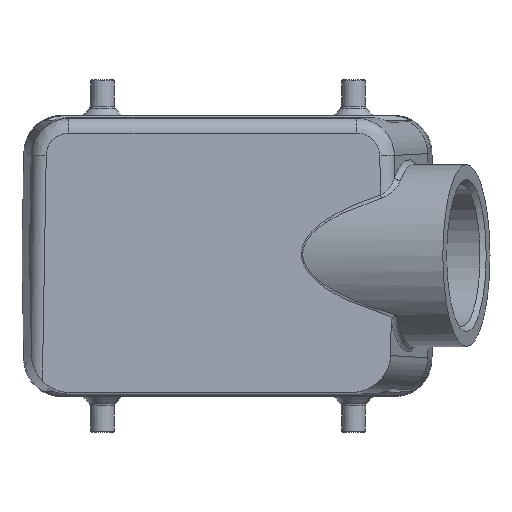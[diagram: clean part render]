
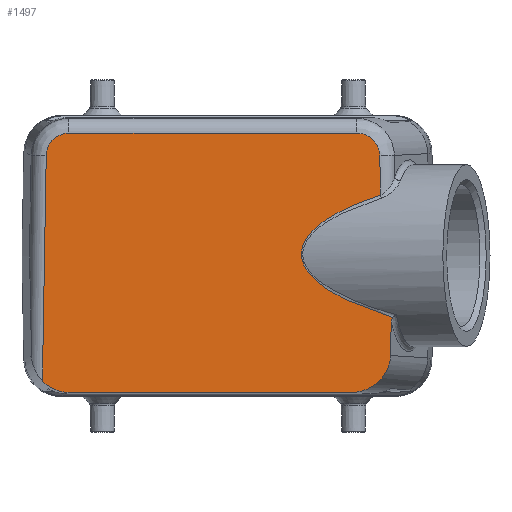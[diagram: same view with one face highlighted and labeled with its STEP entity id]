
A CAD part, top view. The second image highlights one B-rep face of the part: STEP entity #1497.
In plain terms, the highlighted planar face has unit normal (0, 0.018, 1).
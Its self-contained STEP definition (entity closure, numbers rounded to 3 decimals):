
#1275=ELLIPSE('',#8837,73.905,19.125);
#1307=ELLIPSE('',#8898,7.503,7.5);
#1313=ELLIPSE('',#8905,7.764,7.5);
#1338=ELLIPSE('',#8945,4.661,4.5);
#1339=ELLIPSE('',#8946,4.504,4.5);
#1497=ADVANCED_FACE('',(#2171),#1966,.T.);
#1966=PLANE('',#8947);
#2171=FACE_OUTER_BOUND('',#2648,.T.);
#2648=EDGE_LOOP('',(#3821,#3822,#3823,#3824,#3825,#3826,#3827,#3828,#3829,
#3830,#3831));
#3124=B_SPLINE_CURVE_WITH_KNOTS('',3,(#11966,#11967,#11968,#11969,#11970,
#11971,#11972,#11973,#11974,#11975),.UNSPECIFIED.,.F.,.F.,(4,3,3,4),(0.,
0.507,0.897,1.),.UNSPECIFIED.);
#3821=ORIENTED_EDGE('',*,*,#6754,.F.);
#3822=ORIENTED_EDGE('',*,*,#6485,.T.);
#3823=ORIENTED_EDGE('',*,*,#6480,.T.);
#3824=ORIENTED_EDGE('',*,*,#6794,.T.);
#3825=ORIENTED_EDGE('',*,*,#6795,.T.);
#3826=ORIENTED_EDGE('',*,*,#6796,.T.);
#3827=ORIENTED_EDGE('',*,*,#6797,.T.);
#3828=ORIENTED_EDGE('',*,*,#6478,.T.);
#3829=ORIENTED_EDGE('',*,*,#6722,.T.);
#3830=ORIENTED_EDGE('',*,*,#6721,.T.);
#3831=ORIENTED_EDGE('',*,*,#6734,.F.);
#5734=VERTEX_POINT('',#11912);
#5735=VERTEX_POINT('',#11914);
#5736=VERTEX_POINT('',#11918);
#5737=VERTEX_POINT('',#11919);
#5741=VERTEX_POINT('',#11976);
#5966=VERTEX_POINT('',#13030);
#5969=VERTEX_POINT('',#13035);
#5977=VERTEX_POINT('',#13107);
#6019=VERTEX_POINT('',#13330);
#6020=VERTEX_POINT('',#13332);
#6021=VERTEX_POINT('',#13334);
#6478=EDGE_CURVE('',#5735,#5734,#7556,.T.);
#6480=EDGE_CURVE('',#5736,#5737,#1275,.T.);
#6485=EDGE_CURVE('',#5741,#5736,#3124,.T.);
#6721=EDGE_CURVE('',#5966,#5969,#7720,.T.);
#6722=EDGE_CURVE('',#5734,#5966,#1307,.T.);
#6734=EDGE_CURVE('',#5977,#5969,#1313,.T.);
#6754=EDGE_CURVE('',#5741,#5977,#7734,.T.);
#6794=EDGE_CURVE('',#5737,#6019,#7750,.T.);
#6795=EDGE_CURVE('',#6019,#6020,#1338,.T.);
#6796=EDGE_CURVE('',#6020,#6021,#7751,.T.);
#6797=EDGE_CURVE('',#6021,#5735,#1339,.T.);
#7556=LINE('',#11913,#8112);
#7720=LINE('',#13036,#8276);
#7734=LINE('',#13169,#8290);
#7750=LINE('',#13329,#8306);
#7751=LINE('',#13333,#8307);
#8112=VECTOR('',#9708,1.);
#8276=VECTOR('',#9996,1.);
#8290=VECTOR('',#10050,1.);
#8306=VECTOR('',#10122,1.);
#8307=VECTOR('',#10125,1.);
#8837=AXIS2_PLACEMENT_3D('',#11917,#9713,#9714);
#8898=AXIS2_PLACEMENT_3D('',#13038,#9999,#10000);
#8905=AXIS2_PLACEMENT_3D('',#13108,#10016,#10017);
#8945=AXIS2_PLACEMENT_3D('',#13331,#10123,#10124);
#8946=AXIS2_PLACEMENT_3D('',#13335,#10126,#10127);
#8947=AXIS2_PLACEMENT_3D('',#13336,#10128,#10129);
#9708=DIRECTION('',(-0.017,-1.,0.017));
#9713=DIRECTION('',(0.,-0.017,-1.));
#9714=DIRECTION('',(1.,-0.005,0.));
#9996=DIRECTION('',(1.,0.,0.));
#9999=DIRECTION('',(0.,0.017,1.));
#10000=DIRECTION('',(0.996,-0.086,0.001));
#10016=DIRECTION('',(0.,-0.017,-1.));
#10017=DIRECTION('',(1.,0.008,0.));
#10050=DIRECTION('',(-0.023,-1.,0.017));
#10122=DIRECTION('',(-0.013,1.,-0.017));
#10123=DIRECTION('',(0.,0.017,1.));
#10124=DIRECTION('',(-0.993,-0.121,0.002));
#10125=DIRECTION('',(-1.,0.,0.));
#10126=DIRECTION('',(0.,0.017,1.));
#10127=DIRECTION('',(-0.621,0.783,-0.014));
#10128=DIRECTION('',(0.,0.017,1.));
#10129=DIRECTION('',(0.,-1.,0.017));
#11912=CARTESIAN_POINT('',(-36.932,-24.99,49.686));
#11913=CARTESIAN_POINT('',(-36.496,0.62,49.239));
#11914=CARTESIAN_POINT('',(-36.168,19.933,48.902));
#11917=CARTESIAN_POINT('',(88.553,-0.017,49.25));
#11918=CARTESIAN_POINT('',(32.849,-12.341,49.465));
#11919=CARTESIAN_POINT('',(30.363,12.025,49.04));
#11966=CARTESIAN_POINT('',(32.524,-13.266,49.482));
#11967=CARTESIAN_POINT('',(32.528,-13.098,49.479));
#11968=CARTESIAN_POINT('',(32.554,-12.928,49.476));
#11969=CARTESIAN_POINT('',(32.607,-12.768,49.473));
#11970=CARTESIAN_POINT('',(32.648,-12.645,49.471));
#11971=CARTESIAN_POINT('',(32.706,-12.526,49.469));
#11972=CARTESIAN_POINT('',(32.783,-12.422,49.467));
#11973=CARTESIAN_POINT('',(32.804,-12.394,49.466));
#11974=CARTESIAN_POINT('',(32.826,-12.367,49.466));
#11975=CARTESIAN_POINT('',(32.849,-12.341,49.465));
#11976=CARTESIAN_POINT('',(32.524,-13.266,49.482));
#13030=CARTESIAN_POINT('',(-31.571,-27.243,49.726));
#13035=CARTESIAN_POINT('',(24.607,-27.243,49.726));
#13036=CARTESIAN_POINT('',(41.,-27.243,49.726));
#13038=CARTESIAN_POINT('',(-31.571,-19.744,49.595));
#13107=CARTESIAN_POINT('',(32.373,-19.904,49.597));
#13108=CARTESIAN_POINT('',(24.611,-19.744,49.595));
#13169=CARTESIAN_POINT('',(32.809,-0.746,49.263));
#13329=CARTESIAN_POINT('',(30.258,19.884,48.903));
#13330=CARTESIAN_POINT('',(30.257,19.949,48.902));
#13331=CARTESIAN_POINT('',(25.599,19.852,48.903));
#13332=CARTESIAN_POINT('',(25.638,24.354,48.825));
#13333=CARTESIAN_POINT('',(0.,24.354,48.825));
#13334=CARTESIAN_POINT('',(-31.671,24.354,48.825));
#13335=CARTESIAN_POINT('',(-31.667,19.852,48.903));
#13336=CARTESIAN_POINT('',(0.,0.,49.25));
